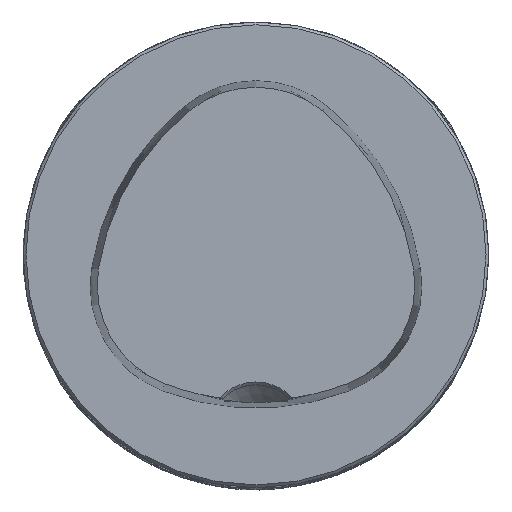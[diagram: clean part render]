
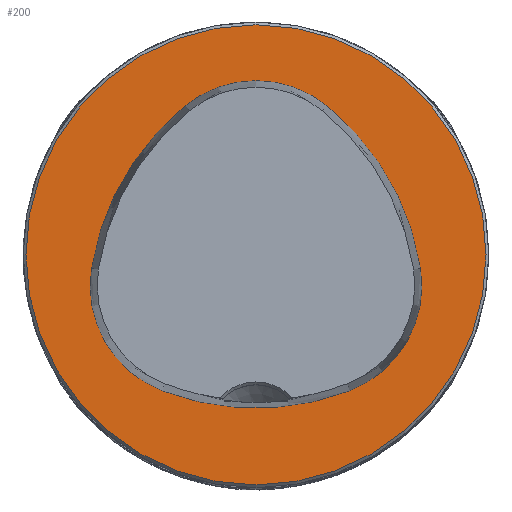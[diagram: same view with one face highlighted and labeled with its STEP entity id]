
A CAD part, top view. The second image highlights one B-rep face of the part: STEP entity #200.
In plain terms, the highlighted planar face has unit normal (0, 0, 1).
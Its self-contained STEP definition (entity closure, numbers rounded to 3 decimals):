
#117=FACE_BOUND('',#356,.T.);
#118=FACE_BOUND('',#357,.T.);
#200=ADVANCED_FACE('CU_FL_N1_SU_1',(#117,#118),#252,.T.);
#252=PLANE('',#1323);
#356=EDGE_LOOP('',(#645,#646,#647,#648,#649,#650));
#357=EDGE_LOOP('',(#651));
#427=CIRCLE('',#1314,28.075);
#429=CIRCLE('',#1317,28.075);
#430=CIRCLE('',#1318,12.075);
#431=CIRCLE('',#1319,28.075);
#432=CIRCLE('',#1320,12.075);
#433=CIRCLE('',#1321,12.075);
#434=CIRCLE('',#1322,24.7);
#645=ORIENTED_EDGE('',*,*,#1040,.F.);
#646=ORIENTED_EDGE('',*,*,#1041,.F.);
#647=ORIENTED_EDGE('',*,*,#1042,.F.);
#648=ORIENTED_EDGE('',*,*,#1043,.F.);
#649=ORIENTED_EDGE('',*,*,#1037,.F.);
#650=ORIENTED_EDGE('',*,*,#1044,.F.);
#651=ORIENTED_EDGE('',*,*,#1045,.T.);
#905=VERTEX_POINT('',#2336);
#906=VERTEX_POINT('',#2338);
#908=VERTEX_POINT('',#2344);
#909=VERTEX_POINT('',#2345);
#910=VERTEX_POINT('',#2347);
#911=VERTEX_POINT('',#2349);
#912=VERTEX_POINT('',#2353);
#1037=EDGE_CURVE('',#905,#906,#427,.T.);
#1040=EDGE_CURVE('',#908,#909,#429,.T.);
#1041=EDGE_CURVE('',#910,#908,#430,.T.);
#1042=EDGE_CURVE('',#911,#910,#431,.T.);
#1043=EDGE_CURVE('',#906,#911,#432,.T.);
#1044=EDGE_CURVE('',#909,#905,#433,.T.);
#1045=EDGE_CURVE('',#912,#912,#434,.T.);
#1314=AXIS2_PLACEMENT_3D('',#2337,#1545,#1546);
#1317=AXIS2_PLACEMENT_3D('',#2343,#1552,#1553);
#1318=AXIS2_PLACEMENT_3D('',#2346,#1554,#1555);
#1319=AXIS2_PLACEMENT_3D('',#2348,#1556,#1557);
#1320=AXIS2_PLACEMENT_3D('',#2350,#1558,#1559);
#1321=AXIS2_PLACEMENT_3D('',#2351,#1560,#1561);
#1322=AXIS2_PLACEMENT_3D('',#2352,#1562,#1563);
#1323=AXIS2_PLACEMENT_3D('',#2354,#1564,#1565);
#1545=DIRECTION('',(0.,0.,1.));
#1546=DIRECTION('',(1.,0.,0.));
#1552=DIRECTION('',(0.,0.,1.));
#1553=DIRECTION('',(1.,0.,0.));
#1554=DIRECTION('',(0.,0.,1.));
#1555=DIRECTION('',(1.,0.,0.));
#1556=DIRECTION('',(0.,0.,1.));
#1557=DIRECTION('',(1.,0.,0.));
#1558=DIRECTION('',(0.,0.,1.));
#1559=DIRECTION('',(1.,0.,0.));
#1560=DIRECTION('',(0.,0.,1.));
#1561=DIRECTION('',(1.,0.,0.));
#1562=DIRECTION('',(0.,0.,1.));
#1563=DIRECTION('',(1.,0.,0.));
#1564=DIRECTION('',(0.,0.,1.));
#1565=DIRECTION('',(1.,0.,0.));
#2336=CARTESIAN_POINT('',(-10.05,-14.595,0.));
#2337=CARTESIAN_POINT('',(0.,11.62,0.));
#2338=CARTESIAN_POINT('',(10.05,-14.595,0.));
#2343=CARTESIAN_POINT('',(10.078,-5.807,0.));
#2344=CARTESIAN_POINT('',(-7.606,15.999,0.));
#2345=CARTESIAN_POINT('',(-17.656,-1.443,0.));
#2346=CARTESIAN_POINT('',(0.,6.62,0.));
#2347=CARTESIAN_POINT('',(7.606,15.999,0.));
#2348=CARTESIAN_POINT('',(-10.078,-5.807,0.));
#2349=CARTESIAN_POINT('',(17.656,-1.443,0.));
#2350=CARTESIAN_POINT('',(5.727,-3.32,0.));
#2351=CARTESIAN_POINT('',(-5.727,-3.32,0.));
#2352=CARTESIAN_POINT('',(0.,0.,0.));
#2353=CARTESIAN_POINT('',(24.7,0.,0.));
#2354=CARTESIAN_POINT('',(0.,0.,0.));
